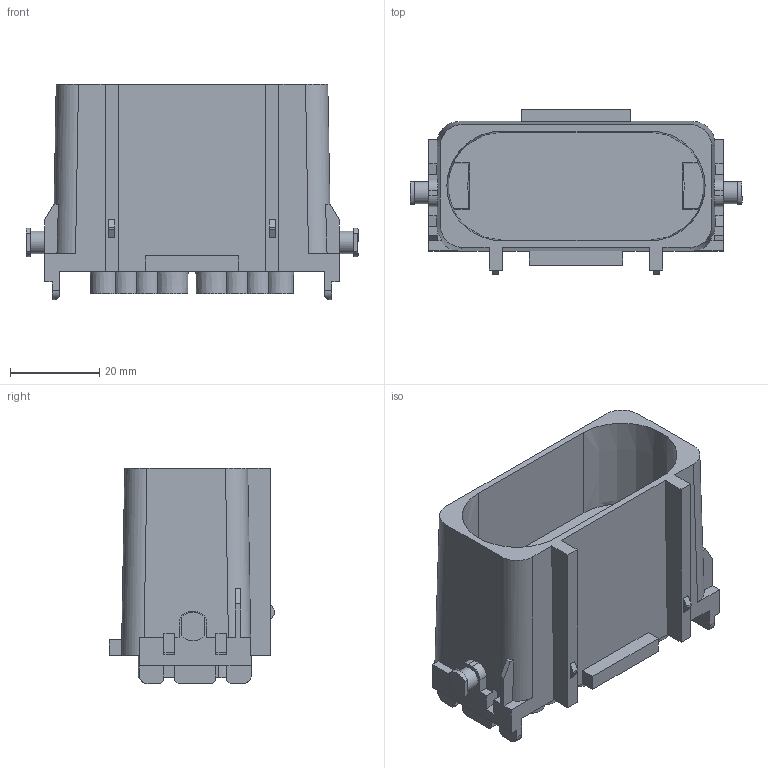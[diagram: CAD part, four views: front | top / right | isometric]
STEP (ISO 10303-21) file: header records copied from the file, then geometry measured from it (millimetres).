
FILE_DESCRIPTION(/* description */ (''),/* implementation_level */ '2;1');
FILE_NAME(/* name */ '15336173_ENV10_06.stp',/* time_stamp */ '2023-06-23T17:05:22+08:00',/* author */ (''),/* organization */ (''),/* preprocessor_version */ 'ST-DEVELOPER v16',/* originating_system */ 'SIEMENS PLM Software NX 11.0',/* authorisation */ '');
FILE_SCHEMA (('AUTOMOTIVE_DESIGN { 1 0 10303 214 3 1 1 1 }'));
Length unit declared in the file: millimetre
Products named in the file (1): 15336173_ENV10_06
Bounding box: 74.52 x 37.15 x 48.35 mm (x, y, z)
Volume: 50389.1 mm3; surface area: 17878.2 mm2
Topology: 1 solids, 1 shells, 197 faces, 560 edges, 366 vertices
Faces by surface type: plane 159, cone 20, cylinder 18
Full cylindrical faces by diameter (mm): 5 x2
Entity records: 6388 total; most frequent: CARTESIAN_POINT 1188, ORIENTED_EDGE 1116, DIRECTION 1030, EDGE_CURVE 558, LINE 438, VECTOR 438, VERTEX_POINT 366, AXIS2_PLACEMENT_3D 296
